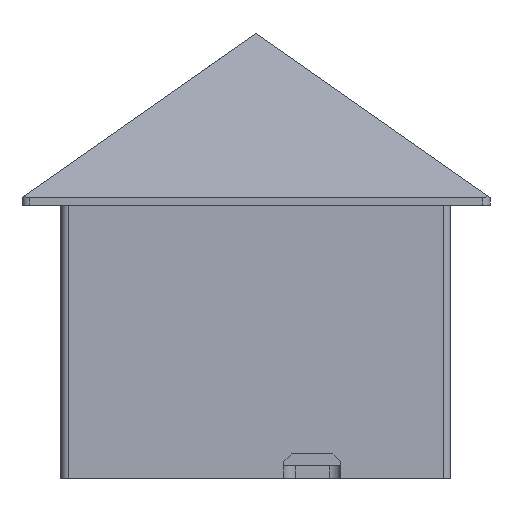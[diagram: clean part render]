
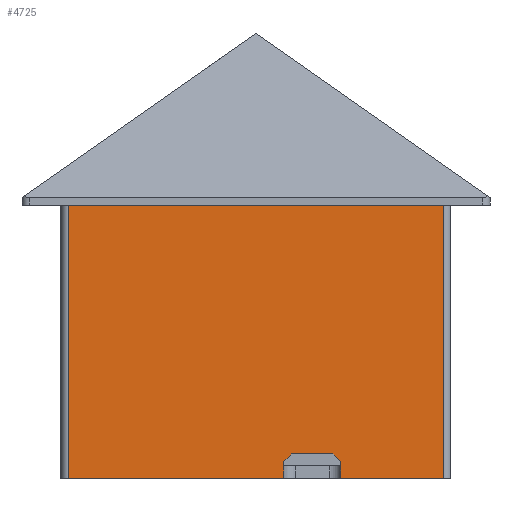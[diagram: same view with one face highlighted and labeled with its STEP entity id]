
A CAD part, left-side view. The second image highlights one B-rep face of the part: STEP entity #4725.
In plain terms, the highlighted planar face has unit normal (-1, 0, 0).
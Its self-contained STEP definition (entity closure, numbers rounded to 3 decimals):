
#169=PLANE('',#5094);
#368=FACE_OUTER_BOUND('',#630,.T.);
#630=EDGE_LOOP('',(#3731,#3732,#3733,#3734,#3735,#3736,#3737,#3738,#3739,
#3740));
#1063=LINE('',#7019,#1577);
#1067=LINE('',#7027,#1581);
#1070=LINE('',#7033,#1584);
#1073=LINE('',#7039,#1587);
#1201=LINE('',#7395,#1715);
#1202=LINE('',#7398,#1716);
#1203=LINE('',#7400,#1717);
#1204=LINE('',#7401,#1718);
#1205=LINE('',#7403,#1719);
#1206=LINE('',#7404,#1720);
#1577=VECTOR('',#5675,10.);
#1581=VECTOR('',#5681,10.);
#1584=VECTOR('',#5686,10.);
#1587=VECTOR('',#5691,10.);
#1715=VECTOR('',#5939,10.);
#1716=VECTOR('',#5942,10.);
#1717=VECTOR('',#5943,10.);
#1718=VECTOR('',#5944,10.);
#1719=VECTOR('',#5945,10.);
#1720=VECTOR('',#5946,10.);
#2131=VERTEX_POINT('',#7017);
#2132=VERTEX_POINT('',#7018);
#2135=VERTEX_POINT('',#7026);
#2137=VERTEX_POINT('',#7032);
#2139=VERTEX_POINT('',#7038);
#2280=VERTEX_POINT('',#7388);
#2283=VERTEX_POINT('',#7393);
#2284=VERTEX_POINT('',#7397);
#2285=VERTEX_POINT('',#7399);
#2286=VERTEX_POINT('',#7402);
#2645=EDGE_CURVE('',#2131,#2132,#1063,.T.);
#2649=EDGE_CURVE('',#2135,#2132,#1067,.T.);
#2652=EDGE_CURVE('',#2135,#2137,#1070,.T.);
#2655=EDGE_CURVE('',#2139,#2137,#1073,.T.);
#2822=EDGE_CURVE('',#2283,#2280,#1201,.T.);
#2823=EDGE_CURVE('',#2283,#2284,#1202,.T.);
#2824=EDGE_CURVE('',#2285,#2284,#1203,.T.);
#2825=EDGE_CURVE('',#2139,#2285,#1204,.T.);
#2826=EDGE_CURVE('',#2131,#2286,#1205,.T.);
#2827=EDGE_CURVE('',#2280,#2286,#1206,.T.);
#3731=ORIENTED_EDGE('',*,*,#2822,.F.);
#3732=ORIENTED_EDGE('',*,*,#2823,.T.);
#3733=ORIENTED_EDGE('',*,*,#2824,.F.);
#3734=ORIENTED_EDGE('',*,*,#2825,.F.);
#3735=ORIENTED_EDGE('',*,*,#2655,.T.);
#3736=ORIENTED_EDGE('',*,*,#2652,.F.);
#3737=ORIENTED_EDGE('',*,*,#2649,.T.);
#3738=ORIENTED_EDGE('',*,*,#2645,.F.);
#3739=ORIENTED_EDGE('',*,*,#2826,.T.);
#3740=ORIENTED_EDGE('',*,*,#2827,.F.);
#4725=ADVANCED_FACE('',(#368),#169,.T.);
#5094=AXIS2_PLACEMENT_3D('',#7396,#5940,#5941);
#5675=DIRECTION('',(0.,0.707,0.707));
#5681=DIRECTION('',(0.,-1.,0.));
#5686=DIRECTION('',(0.,0.707,-0.707));
#5691=DIRECTION('',(0.,0.,1.));
#5939=DIRECTION('',(0.,0.,-1.));
#5940=DIRECTION('center_axis',(-1.,0.,0.));
#5941=DIRECTION('ref_axis',(0.,1.,0.));
#5942=DIRECTION('',(0.,1.,0.));
#5943=DIRECTION('',(0.,0.,1.));
#5944=DIRECTION('',(0.,1.,0.));
#5945=DIRECTION('',(0.,0.,-1.));
#5946=DIRECTION('',(0.,1.,0.));
#7017=CARTESIAN_POINT('',(-85.,-21.72,-65.74));
#7018=CARTESIAN_POINT('',(-85.,-19.72,-63.74));
#7019=CARTESIAN_POINT('',(-85.,-11.855,-55.875));
#7026=CARTESIAN_POINT('',(-85.,-9.12,-63.74));
#7027=CARTESIAN_POINT('',(-85.,-28.56,-63.74));
#7032=CARTESIAN_POINT('',(-85.,-7.12,-65.74));
#7033=CARTESIAN_POINT('',(-85.,-34.775,-38.085));
#7038=CARTESIAN_POINT('',(-85.,-7.12,-70.));
#7039=CARTESIAN_POINT('',(-85.,-7.12,-35.));
#7388=CARTESIAN_POINT('',(-85.,-48.,-70.));
#7393=CARTESIAN_POINT('',(-85.,-48.,0.));
#7395=CARTESIAN_POINT('',(-85.,-48.,0.));
#7396=CARTESIAN_POINT('Origin',(-85.,-50.,0.));
#7397=CARTESIAN_POINT('',(-85.,48.,0.));
#7398=CARTESIAN_POINT('',(-85.,-50.,0.));
#7399=CARTESIAN_POINT('',(-85.,48.,-70.));
#7400=CARTESIAN_POINT('',(-85.,48.,0.));
#7401=CARTESIAN_POINT('',(-85.,-50.,-70.));
#7402=CARTESIAN_POINT('',(-85.,-21.72,-70.));
#7403=CARTESIAN_POINT('',(-85.,-21.72,-31.87));
#7404=CARTESIAN_POINT('',(-85.,-50.,-70.));
